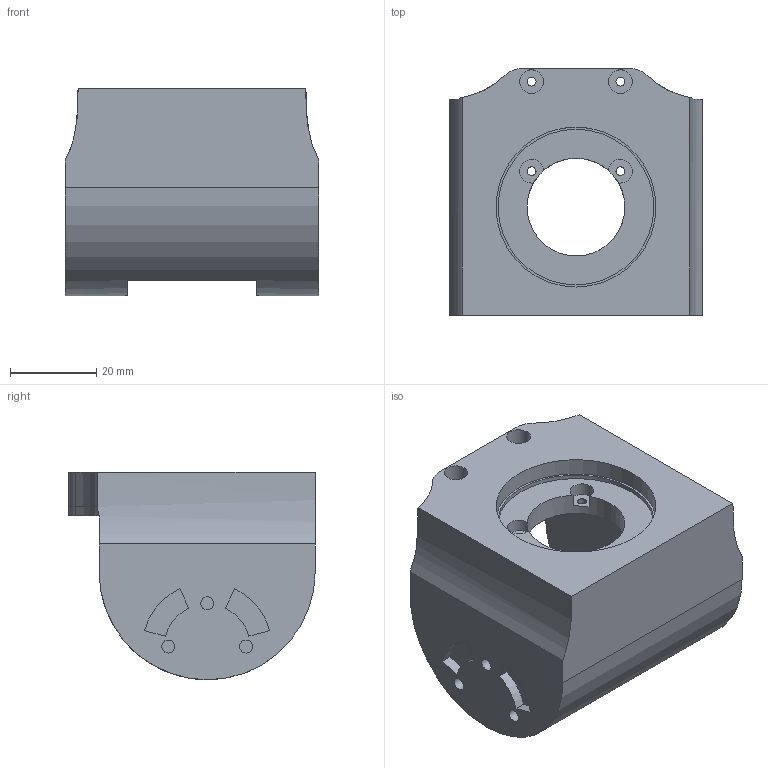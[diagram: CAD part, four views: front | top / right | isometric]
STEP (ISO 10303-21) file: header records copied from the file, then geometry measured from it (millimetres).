
FILE_DESCRIPTION(/* description */ (''),/* implementation_level */ '2;1');
FILE_NAME(/* name */ 'Link4.step',/* time_stamp */ '2025-09-14T20:50:38+08:00',/* author */ (''),/* organization */ (''),/* preprocessor_version */ 'ST-DEVELOPER v20.1',/* originating_system */ 'Autodesk Translation Framework v14.10.0.0',/* authorisation */ '');
FILE_SCHEMA (('AUTOMOTIVE_DESIGN { 1 0 10303 214 3 1 1 }'));
Length unit declared in the file: millimetre
Products named in the file (2): link4; Link
Assembly tree (1 placements, depth 2):
  link4
    Link
Bounding box: 58.6 x 57 x 48 mm (x, y, z)
Volume: 76582.3 mm3; surface area: 18690.3 mm2
Topology: 1 solids, 1 shells, 69 faces, 158 edges, 105 vertices
Faces by surface type: plane 35, cylinder 32, bspline 2
Full cylindrical faces by diameter (mm): 2 x4, 3 x6, 5.5 x2, 22.627 x1, 36 x1, 37 x1
Entity records: 2113 total; most frequent: CARTESIAN_POINT 442, DIRECTION 357, ORIENTED_EDGE 316, EDGE_CURVE 158, AXIS2_PLACEMENT_3D 138, VERTEX_POINT 105, EDGE_LOOP 93, LINE 81
